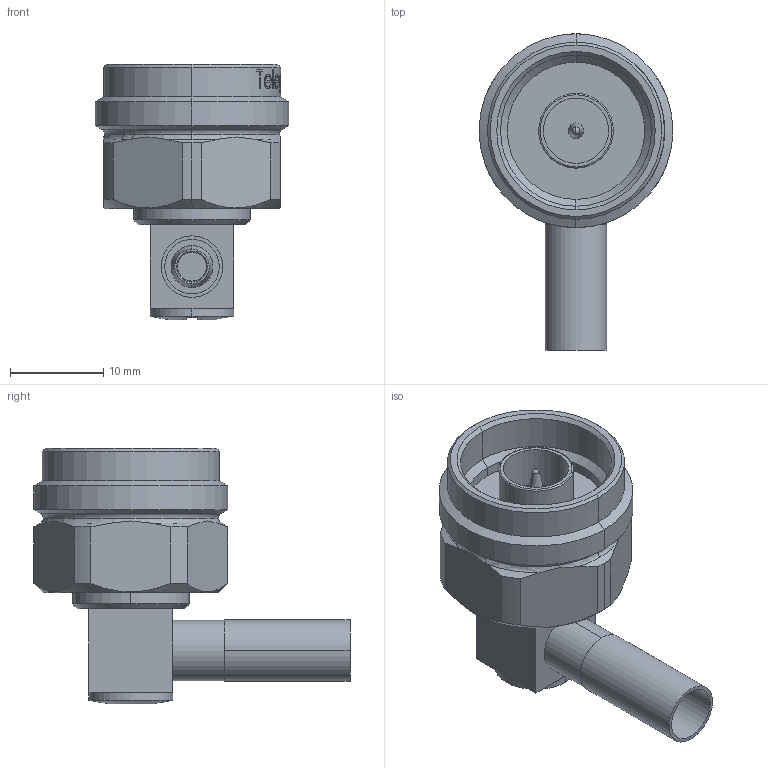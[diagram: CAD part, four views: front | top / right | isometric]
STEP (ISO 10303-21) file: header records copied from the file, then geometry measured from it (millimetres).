
FILE_DESCRIPTION (( 'STEP AP214' ), '1' );
FILE_NAME ('J01020A0036.STEP', '2016-02-11T13:00:41', ( '' ), ( '' ), 'SwSTEP 2.0', 'SolidWorks 2015', '' );
FILE_SCHEMA (( 'AUTOMOTIVE_DESIGN' ));
Length unit declared in the file: millimetre
Products named in the file (1): J01020A0036
Bounding box: 20.8 x 33.9 x 27.4 mm (x, y, z)
Volume: 5041.3 mm3; surface area: 3190 mm2
Topology: 1 solids, 1 shells, 268 faces, 669 edges, 431 vertices
Faces by surface type: plane 94, bspline 83, cylinder 54, cone 29, torus 6, sphere 2
Entity records: 18823 total; most frequent: CARTESIAN_POINT 10158, ORIENTED_EDGE 1338, DIRECTION 928, EDGE_CURVE 669, VERTEX_POINT 431, AXIS2_PLACEMENT_3D 368, EDGE_LOOP 296, B_SPLINE_CURVE_WITH_KNOTS 295
